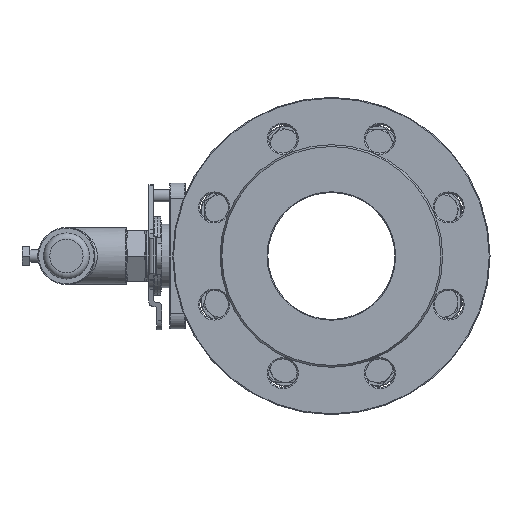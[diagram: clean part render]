
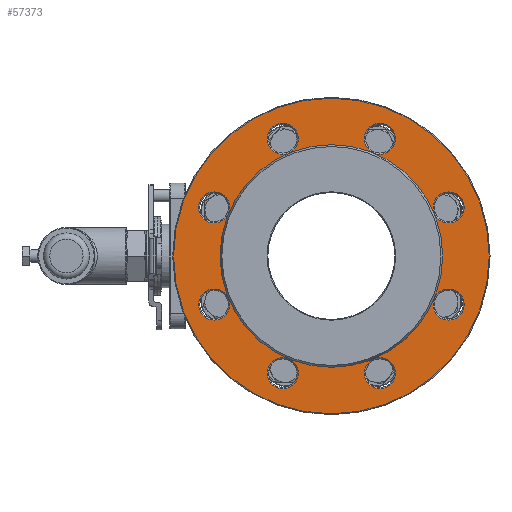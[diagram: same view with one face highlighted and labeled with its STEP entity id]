
A CAD part, left-side view. The second image highlights one B-rep face of the part: STEP entity #57373.
In plain terms, the highlighted planar face has unit normal (-1, 0, 0).
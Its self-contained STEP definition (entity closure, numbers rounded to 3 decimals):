
#20367 = ORIENTED_EDGE ( 'NONE', *, *, #65447, .T. ) ;
#20377 = ORIENTED_EDGE ( 'NONE', *, *, #65453, .T. ) ;
#20390 = ORIENTED_EDGE ( 'NONE', *, *, #65451, .T. ) ;
#20418 = ORIENTED_EDGE ( 'NONE', *, *, #65450, .T. ) ;
#20426 = ORIENTED_EDGE ( 'NONE', *, *, #65454, .T. ) ;
#20515 = ORIENTED_EDGE ( 'NONE', *, *, #65445, .T. ) ;
#20543 = ORIENTED_EDGE ( 'NONE', *, *, #65452, .T. ) ;
#20552 = ORIENTED_EDGE ( 'NONE', *, *, #65448, .T. ) ;
#20640 = ORIENTED_EDGE ( 'NONE', *, *, #65446, .T. ) ;
#20715 = ORIENTED_EDGE ( 'NONE', *, *, #65449, .T. ) ;
#27108 = FACE_BOUND ( 'NONE', #58775, .T. ) ;
#27110 = FACE_BOUND ( 'NONE', #58842, .T. ) ;
#27122 = FACE_BOUND ( 'NONE', #58968, .T. ) ;
#27123 = FACE_OUTER_BOUND ( 'NONE', #58916, .T. ) ;
#27124 = FACE_BOUND ( 'NONE', #59091, .T. ) ;
#27125 = FACE_BOUND ( 'NONE', #59204, .T. ) ;
#27126 = FACE_BOUND ( 'NONE', #58817, .T. ) ;
#27127 = FACE_BOUND ( 'NONE', #59066, .T. ) ;
#27128 = FACE_BOUND ( 'NONE', #58801, .T. ) ;
#27129 = FACE_BOUND ( 'NONE', #58757, .T. ) ;
#27130 = PLANE ( 'NONE',  #27861 ) ;
#27142 = CARTESIAN_POINT ( 'NONE',  ( -101.5, 100., 0. ) ) ;
#27143 = DIRECTION ( 'NONE',  ( -1., 0., 0. ) ) ;
#27144 = DIRECTION ( 'NONE',  ( 0., -1., 0. ) ) ;
#27861 = AXIS2_PLACEMENT_3D ( 'NONE', #27142, #27143, #27144 ) ;
#39409 = AXIS2_PLACEMENT_3D ( 'NONE', #43543, #43544, #43545 ) ;
#39412 = AXIS2_PLACEMENT_3D ( 'NONE', #43548, #43549, #43550 ) ;
#39415 = CIRCLE ( 'NONE', #39409, 9.8 ) ;
#39417 = AXIS2_PLACEMENT_3D ( 'NONE', #43551, #43553, #43555 ) ;
#39419 = CIRCLE ( 'NONE', #39412, 9.8 ) ;
#39421 = AXIS2_PLACEMENT_3D ( 'NONE', #43558, #43559, #43561 ) ;
#39423 = CIRCLE ( 'NONE', #39417, 9.8 ) ;
#39424 = AXIS2_PLACEMENT_3D ( 'NONE', #43562, #43563, #43564 ) ;
#39426 = CIRCLE ( 'NONE', #39421, 9.8 ) ;
#39427 = AXIS2_PLACEMENT_3D ( 'NONE', #43565, #43567, #43568 ) ;
#39428 = CIRCLE ( 'NONE', #39424, 9.8 ) ;
#39430 = AXIS2_PLACEMENT_3D ( 'NONE', #43572, #43574, #43576 ) ;
#39431 = CIRCLE ( 'NONE', #39427, 9.8 ) ;
#39432 = AXIS2_PLACEMENT_3D ( 'NONE', #43578, #43579, #43580 ) ;
#39434 = CIRCLE ( 'NONE', #39430, 9.8 ) ;
#39435 = AXIS2_PLACEMENT_3D ( 'NONE', #43585, #43586, #43588 ) ;
#39436 = CIRCLE ( 'NONE', #39432, 9.8 ) ;
#39438 = AXIS2_PLACEMENT_3D ( 'NONE', #43592, #43594, #43596 ) ;
#39440 = CIRCLE ( 'NONE', #39435, 70.166 ) ;
#39445 = CIRCLE ( 'NONE', #39438, 99.5 ) ;
#43543 = CARTESIAN_POINT ( 'NONE',  ( -101.5, 73.91, 30.615 ) ) ;
#43544 = DIRECTION ( 'NONE',  ( 1., 0., 0. ) ) ;
#43545 = DIRECTION ( 'NONE',  ( 0., -1., 0. ) ) ;
#43548 = CARTESIAN_POINT ( 'NONE',  ( -101.5, 30.615, 73.91 ) ) ;
#43549 = DIRECTION ( 'NONE',  ( 1., 0., 0. ) ) ;
#43550 = DIRECTION ( 'NONE',  ( 0., -1., 0. ) ) ;
#43551 = CARTESIAN_POINT ( 'NONE',  ( -101.5, -30.615, 73.91 ) ) ;
#43553 = DIRECTION ( 'NONE',  ( 1., 0., 0. ) ) ;
#43555 = DIRECTION ( 'NONE',  ( 0., -1., 0. ) ) ;
#43558 = CARTESIAN_POINT ( 'NONE',  ( -101.5, -73.91, 30.615 ) ) ;
#43559 = DIRECTION ( 'NONE',  ( 1., 0., 0. ) ) ;
#43561 = DIRECTION ( 'NONE',  ( 0., -1., 0. ) ) ;
#43562 = CARTESIAN_POINT ( 'NONE',  ( -101.5, -73.91, -30.615 ) ) ;
#43563 = DIRECTION ( 'NONE',  ( 1., 0., 0. ) ) ;
#43564 = DIRECTION ( 'NONE',  ( 0., -1., 0. ) ) ;
#43565 = CARTESIAN_POINT ( 'NONE',  ( -101.5, -30.615, -73.91 ) ) ;
#43567 = DIRECTION ( 'NONE',  ( 1., 0., 0. ) ) ;
#43568 = DIRECTION ( 'NONE',  ( 0., -1., 0. ) ) ;
#43572 = CARTESIAN_POINT ( 'NONE',  ( -101.5, 30.615, -73.91 ) ) ;
#43574 = DIRECTION ( 'NONE',  ( 1., 0., 0. ) ) ;
#43576 = DIRECTION ( 'NONE',  ( 0., -1., 0. ) ) ;
#43578 = CARTESIAN_POINT ( 'NONE',  ( -101.5, 73.91, -30.615 ) ) ;
#43579 = DIRECTION ( 'NONE',  ( 1., 0., 0. ) ) ;
#43580 = DIRECTION ( 'NONE',  ( 0., -1., 0. ) ) ;
#43585 = CARTESIAN_POINT ( 'NONE',  ( -101.5, 0., 0. ) ) ;
#43586 = DIRECTION ( 'NONE',  ( 1., 0., 0. ) ) ;
#43588 = DIRECTION ( 'NONE',  ( 0., -1., 0. ) ) ;
#43592 = CARTESIAN_POINT ( 'NONE',  ( -101.5, 0., 0. ) ) ;
#43594 = DIRECTION ( 'NONE',  ( -1., 0., 0. ) ) ;
#43596 = DIRECTION ( 'NONE',  ( 0., -1., 0. ) ) ;
#57373 = ADVANCED_FACE ( 'NONE', ( #27123, #27108, #27126, #27128, #27122, #27124, #27125, #27127, #27129, #27110 ), #27130, .T. ) ;
#58757 = EDGE_LOOP ( 'NONE', ( #20640 ) ) ;
#58775 = EDGE_LOOP ( 'NONE', ( #20377 ) ) ;
#58801 = EDGE_LOOP ( 'NONE', ( #20390 ) ) ;
#58817 = EDGE_LOOP ( 'NONE', ( #20543 ) ) ;
#58842 = EDGE_LOOP ( 'NONE', ( #20515 ) ) ;
#58916 = EDGE_LOOP ( 'NONE', ( #20426 ) ) ;
#58968 = EDGE_LOOP ( 'NONE', ( #20418 ) ) ;
#59066 = EDGE_LOOP ( 'NONE', ( #20367 ) ) ;
#59091 = EDGE_LOOP ( 'NONE', ( #20715 ) ) ;
#59204 = EDGE_LOOP ( 'NONE', ( #20552 ) ) ;
#65445 = EDGE_CURVE ( 'NONE', #65993, #65993, #39415, .T. ) ;
#65446 = EDGE_CURVE ( 'NONE', #65997, #65997, #39419, .T. ) ;
#65447 = EDGE_CURVE ( 'NONE', #66000, #66000, #39423, .T. ) ;
#65448 = EDGE_CURVE ( 'NONE', #66004, #66004, #39426, .T. ) ;
#65449 = EDGE_CURVE ( 'NONE', #66007, #66007, #39428, .T. ) ;
#65450 = EDGE_CURVE ( 'NONE', #66011, #66011, #39431, .T. ) ;
#65451 = EDGE_CURVE ( 'NONE', #66014, #66014, #39434, .T. ) ;
#65452 = EDGE_CURVE ( 'NONE', #66018, #66018, #39436, .T. ) ;
#65453 = EDGE_CURVE ( 'NONE', #66021, #66021, #39440, .T. ) ;
#65454 = EDGE_CURVE ( 'NONE', #66025, #66025, #39445, .T. ) ;
#65993 = VERTEX_POINT ( 'NONE', #65999 ) ;
#65997 = VERTEX_POINT ( 'NONE', #66002 ) ;
#65999 = CARTESIAN_POINT ( 'NONE',  ( -101.5, 64.11, 30.615 ) ) ;
#66000 = VERTEX_POINT ( 'NONE', #66006 ) ;
#66002 = CARTESIAN_POINT ( 'NONE',  ( -101.5, 20.815, 73.91 ) ) ;
#66004 = VERTEX_POINT ( 'NONE', #66009 ) ;
#66006 = CARTESIAN_POINT ( 'NONE',  ( -101.5, -40.415, 73.91 ) ) ;
#66007 = VERTEX_POINT ( 'NONE', #66013 ) ;
#66009 = CARTESIAN_POINT ( 'NONE',  ( -101.5, -83.71, 30.615 ) ) ;
#66011 = VERTEX_POINT ( 'NONE', #66016 ) ;
#66013 = CARTESIAN_POINT ( 'NONE',  ( -101.5, -83.71, -30.615 ) ) ;
#66014 = VERTEX_POINT ( 'NONE', #66020 ) ;
#66016 = CARTESIAN_POINT ( 'NONE',  ( -101.5, -40.415, -73.91 ) ) ;
#66018 = VERTEX_POINT ( 'NONE', #66023 ) ;
#66020 = CARTESIAN_POINT ( 'NONE',  ( -101.5, 20.815, -73.91 ) ) ;
#66021 = VERTEX_POINT ( 'NONE', #66027 ) ;
#66023 = CARTESIAN_POINT ( 'NONE',  ( -101.5, 64.11, -30.615 ) ) ;
#66025 = VERTEX_POINT ( 'NONE', #66030 ) ;
#66027 = CARTESIAN_POINT ( 'NONE',  ( -101.5, -70.166, 0. ) ) ;
#66030 = CARTESIAN_POINT ( 'NONE',  ( -101.5, -99.5, 0. ) ) ;
